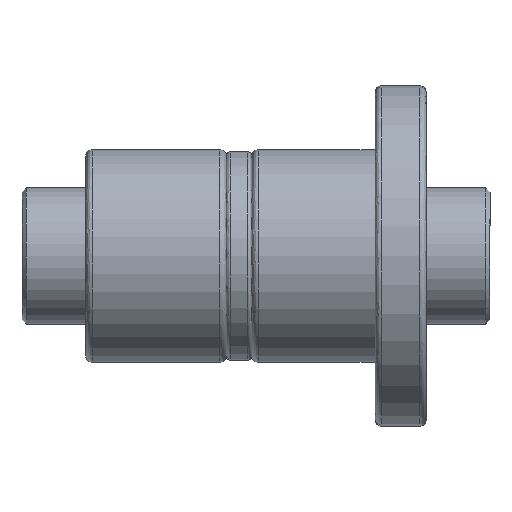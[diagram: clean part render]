
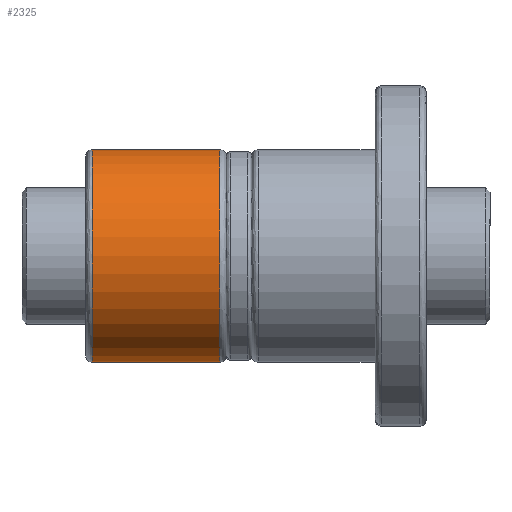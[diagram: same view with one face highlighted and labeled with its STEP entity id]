
A CAD part, top view. The second image highlights one B-rep face of the part: STEP entity #2325.
In plain terms, the highlighted cylindrical face has radius 25 mm (diameter 50 mm), a partial arc.
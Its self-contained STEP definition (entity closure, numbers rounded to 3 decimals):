
#350 = ORIENTED_EDGE ( 'NONE', *, *, #13060, .T. ) ;
#1105 = DIRECTION ( 'NONE',  ( 0., 1., 0. ) ) ;
#2325 = ADVANCED_FACE ( 'NONE', ( #12199 ), #19734, .T. ) ;
#2670 = CIRCLE ( 'NONE', #18990, 25. ) ;
#2791 = DIRECTION ( 'NONE',  ( 1., 0., 0. ) ) ;
#3332 = CARTESIAN_POINT ( 'NONE',  ( -63.5, 25., 0. ) ) ;
#3442 = DIRECTION ( 'NONE',  ( -1., 0., 0. ) ) ;
#3640 = DIRECTION ( 'NONE',  ( 1., 0., 0. ) ) ;
#3968 = VERTEX_POINT ( 'NONE', #15686 ) ;
#4549 = VERTEX_POINT ( 'NONE', #18749 ) ;
#5743 = LINE ( 'NONE', #10486, #18711 ) ;
#6787 = DIRECTION ( 'NONE',  ( 1., 0., 0. ) ) ;
#7190 = VECTOR ( 'NONE', #8935, 1000. ) ;
#7344 = DIRECTION ( 'NONE',  ( 0., 1., 0. ) ) ;
#7476 = EDGE_CURVE ( 'NONE', #3968, #16635, #2670, .T. ) ;
#8371 = AXIS2_PLACEMENT_3D ( 'NONE', #14717, #3640, #24904 ) ;
#8935 = DIRECTION ( 'NONE',  ( 1., 0., 0. ) ) ;
#9291 = EDGE_CURVE ( 'NONE', #4549, #12621, #20120, .T. ) ;
#9528 = AXIS2_PLACEMENT_3D ( 'NONE', #19026, #3442, #7344 ) ;
#9901 = LINE ( 'NONE', #14660, #7190 ) ;
#10486 = CARTESIAN_POINT ( 'NONE',  ( -110., -25., 0. ) ) ;
#12199 = FACE_OUTER_BOUND ( 'NONE', #13878, .T. ) ;
#12621 = VERTEX_POINT ( 'NONE', #3332 ) ;
#12686 = CARTESIAN_POINT ( 'NONE',  ( -93.5, 0., 0. ) ) ;
#13060 = EDGE_CURVE ( 'NONE', #16635, #4549, #5743, .T. ) ;
#13878 = EDGE_LOOP ( 'NONE', ( #24894, #350, #21372, #21351 ) ) ;
#14660 = CARTESIAN_POINT ( 'NONE',  ( -110., 25., 0. ) ) ;
#14717 = CARTESIAN_POINT ( 'NONE',  ( -110., 0., 0. ) ) ;
#15686 = CARTESIAN_POINT ( 'NONE',  ( -93.5, 25., 0. ) ) ;
#16635 = VERTEX_POINT ( 'NONE', #17147 ) ;
#17147 = CARTESIAN_POINT ( 'NONE',  ( -93.5, -25., 0. ) ) ;
#18711 = VECTOR ( 'NONE', #2791, 1000. ) ;
#18749 = CARTESIAN_POINT ( 'NONE',  ( -63.5, -25., 0. ) ) ;
#18990 = AXIS2_PLACEMENT_3D ( 'NONE', #12686, #6787, #1105 ) ;
#19026 = CARTESIAN_POINT ( 'NONE',  ( -63.5, 0., 0. ) ) ;
#19734 = CYLINDRICAL_SURFACE ( 'NONE', #8371, 25. ) ;
#20120 = CIRCLE ( 'NONE', #9528, 25. ) ;
#20853 = EDGE_CURVE ( 'NONE', #3968, #12621, #9901, .T. ) ;
#21351 = ORIENTED_EDGE ( 'NONE', *, *, #20853, .F. ) ;
#21372 = ORIENTED_EDGE ( 'NONE', *, *, #9291, .T. ) ;
#24894 = ORIENTED_EDGE ( 'NONE', *, *, #7476, .T. ) ;
#24904 = DIRECTION ( 'NONE',  ( 0., 1., 0. ) ) ;
